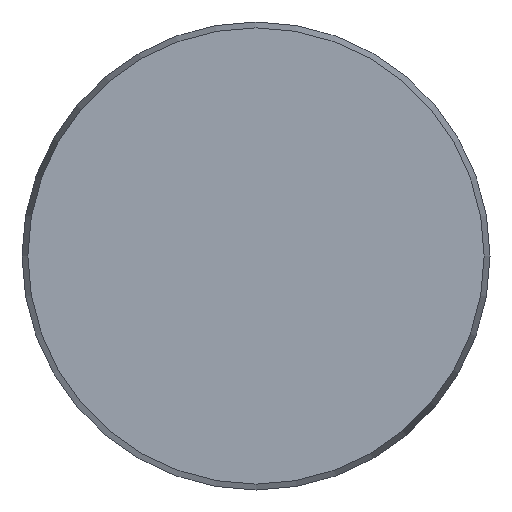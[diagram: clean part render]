
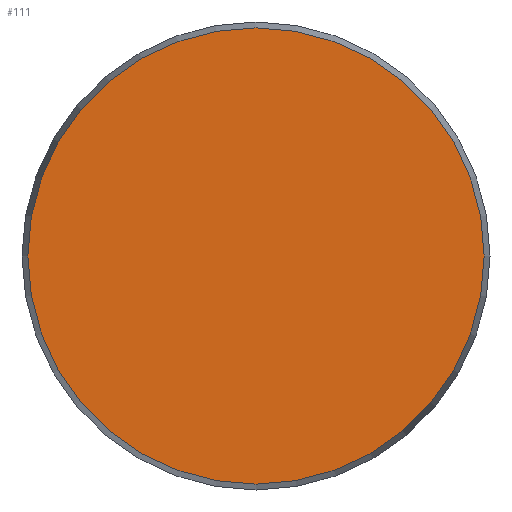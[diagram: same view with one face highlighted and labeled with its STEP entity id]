
A CAD part, front view. The second image highlights one B-rep face of the part: STEP entity #111.
In plain terms, the highlighted planar face has unit normal (0, -1, 0).
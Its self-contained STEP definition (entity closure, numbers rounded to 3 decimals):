
#111 = ADVANCED_FACE( '', ( #241 ), #242, .F. );
#241 = FACE_OUTER_BOUND( '', #380, .T. );
#242 = PLANE( '', #381 );
#380 = EDGE_LOOP( '', ( #674 ) );
#381 = AXIS2_PLACEMENT_3D( '', #675, #676, #677 );
#674 = ORIENTED_EDGE( '', *, *, #818, .T. );
#675 = CARTESIAN_POINT( '', ( 58.5, 0., 0. ) );
#676 = DIRECTION( '', ( 0., 1., 0. ) );
#677 = DIRECTION( '', ( 0., 0., 1. ) );
#818 = EDGE_CURVE( '', #947, #947, #948, .T. );
#947 = VERTEX_POINT( '', #1177 );
#948 = CIRCLE( '', #1178, 58.5 );
#1177 = CARTESIAN_POINT( '', ( 0., 0., -58.5 ) );
#1178 = AXIS2_PLACEMENT_3D( '', #1415, #1416, #1417 );
#1415 = CARTESIAN_POINT( '', ( 0., 0., 0. ) );
#1416 = DIRECTION( '', ( 0., -1., 0. ) );
#1417 = DIRECTION( '', ( 0., 0., -1. ) );
